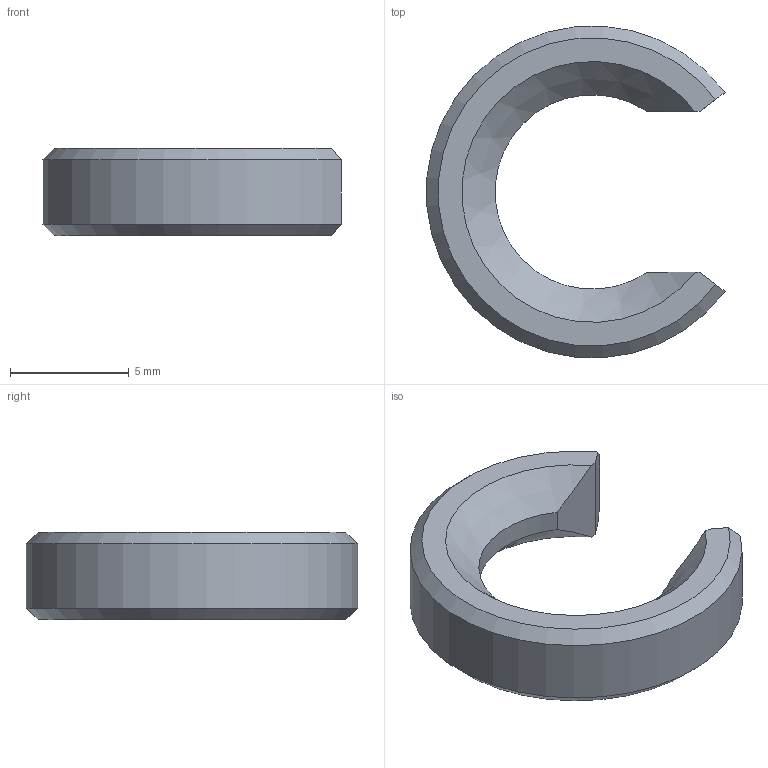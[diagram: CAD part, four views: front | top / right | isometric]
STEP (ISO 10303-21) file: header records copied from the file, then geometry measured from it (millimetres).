
FILE_DESCRIPTION(/* description */ (''),/* implementation_level */ '2;1');
FILE_NAME(/* name */ 'PitClamp_v3_Hinge_Pin_Clip.step',/* time_stamp */ '2024-03-25T11:28:31-04:00',/* author */ (''),/* organization */ (''),/* preprocessor_version */ 'ST-DEVELOPER v20',/* originating_system */ 'Autodesk Translation Framework v12.20.1.177',/* authorisation */ '');
FILE_SCHEMA (('AUTOMOTIVE_DESIGN { 1 0 10303 214 3 1 1 }'));
Length unit declared in the file: millimetre
Products named in the file (1): PitClamp v3 RELEASE FILES
Bounding box: 12.57 x 13.97 x 3.7 mm (x, y, z)
Volume: 240.4 mm3; surface area: 327.3 mm2
Topology: 1 solids, 1 shells, 12 faces, 30 edges, 20 vertices
Faces by surface type: plane 6, cone 4, cylinder 2
Entity records: 391 total; most frequent: CARTESIAN_POINT 71, ORIENTED_EDGE 60, DIRECTION 60, EDGE_CURVE 30, AXIS2_PLACEMENT_3D 21, VERTEX_POINT 20, LINE 18, VECTOR 18
